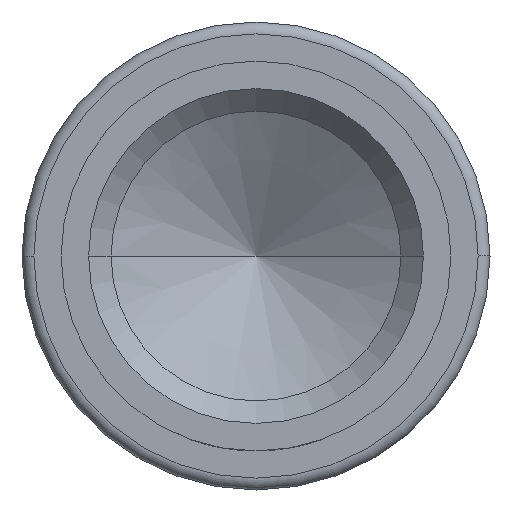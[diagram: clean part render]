
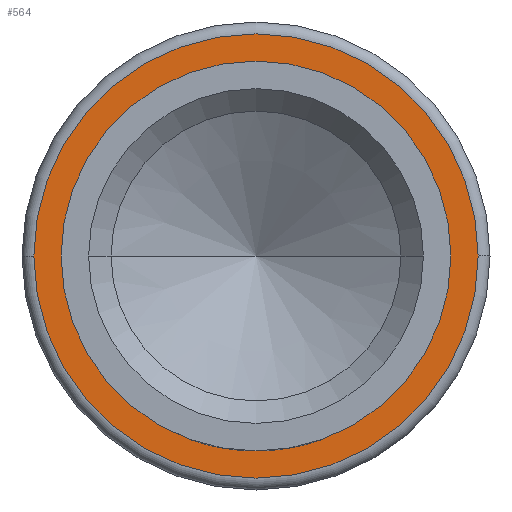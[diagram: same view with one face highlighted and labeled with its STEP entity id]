
A CAD part, front view. The second image highlights one B-rep face of the part: STEP entity #564.
In plain terms, the highlighted planar face has unit normal (0, -1, 0).
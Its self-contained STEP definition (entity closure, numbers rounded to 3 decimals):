
#125=CARTESIAN_POINT('',(0.,-0.004,0.));
#126=DIRECTION('',(0.,1.,0.));
#127=DIRECTION('',(1.,0.,0.));
#128=AXIS2_PLACEMENT_3D('',#125,#126,#127);
#130=CARTESIAN_POINT('',(0.,-0.004,0.));
#131=DIRECTION('',(0.,-1.,0.));
#132=DIRECTION('',(1.,0.,0.));
#133=AXIS2_PLACEMENT_3D('',#130,#131,#132);
#140=CARTESIAN_POINT('',(0.,-0.004,0.));
#141=DIRECTION('',(0.,1.,0.));
#142=DIRECTION('',(-1.,0.,0.));
#143=AXIS2_PLACEMENT_3D('',#140,#141,#142);
#193=CARTESIAN_POINT('',(0.,-0.004,0.));
#194=DIRECTION('',(0.,1.,0.));
#195=DIRECTION('',(1.,0.,0.));
#196=AXIS2_PLACEMENT_3D('',#193,#194,#195);
#436=CARTESIAN_POINT('',(0.886,-0.004,0.));
#438=VERTEX_POINT('',#436);
#440=CARTESIAN_POINT('',(-0.886,-0.004,0.));
#442=VERTEX_POINT('',#440);
#493=CARTESIAN_POINT('',(-1.01,-0.004,0.));
#494=CARTESIAN_POINT('',(1.01,-0.004,0.));
#495=VERTEX_POINT('',#493);
#496=VERTEX_POINT('',#494);
#549=CARTESIAN_POINT('',(0.,-0.004,0.));
#550=DIRECTION('',(0.,-1.,0.));
#551=DIRECTION('',(-1.,0.,0.));
#552=AXIS2_PLACEMENT_3D('',#549,#550,#551);
#553=PLANE('',#552);
#555=ORIENTED_EDGE('',*,*,#554,.T.);
#557=ORIENTED_EDGE('',*,*,#556,.T.);
#558=EDGE_LOOP('',(#555,#557));
#559=FACE_OUTER_BOUND('',#558,.F.);
#560=ORIENTED_EDGE('',*,*,#536,.F.);
#561=ORIENTED_EDGE('',*,*,#525,.T.);
#562=EDGE_LOOP('',(#560,#561));
#563=FACE_BOUND('',#562,.F.);
#564=ADVANCED_FACE('',(#559,#563),#553,.T.);
#129=CIRCLE('',#128,0.886);
#134=CIRCLE('',#133,0.886);
#144=CIRCLE('',#143,1.01);
#197=CIRCLE('',#196,1.01);
#525=EDGE_CURVE('',#438,#442,#134,.T.);
#536=EDGE_CURVE('',#438,#442,#129,.T.);
#554=EDGE_CURVE('',#495,#496,#144,.T.);
#556=EDGE_CURVE('',#496,#495,#197,.T.);
